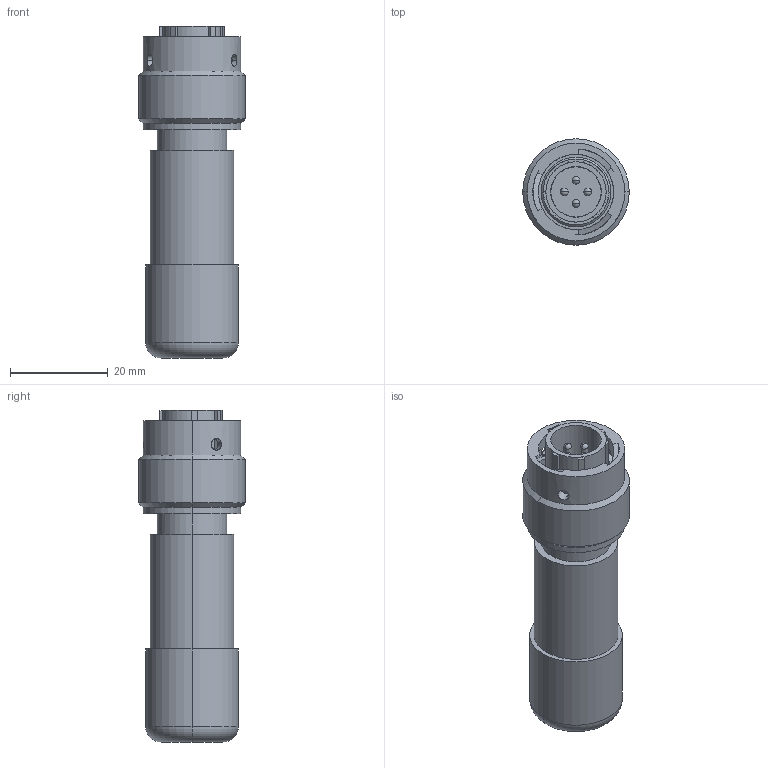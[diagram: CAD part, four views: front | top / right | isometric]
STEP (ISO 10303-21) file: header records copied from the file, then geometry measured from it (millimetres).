
FILE_DESCRIPTION (( 'STEP AP214' ), '1' );
FILE_NAME ('6168T160_QUICK-CONNECT CRIMP-STYLE CONNECTOR.step', '2021-02-21T00:25:10', ( '' ), ( '' ), 'SwSTEP 2.0', 'SolidWorks 2021', '' );
FILE_SCHEMA (( 'AUTOMOTIVE_DESIGN' ));
Length unit declared in the file: inch
Products named in the file (1): 6168T160_QUICK-CONNECT CRIMP-STYLE CONNECTOR
Bounding box: 21.8 x 21.8 x 68 mm (x, y, z)
Volume: 10385.5 mm3; surface area: 10857.4 mm2
Topology: 4 solids, 4 shells, 122 faces, 301 edges, 184 vertices
Faces by surface type: plane 48, cylinder 45, bspline 9, cone 8, sphere 8, torus 4
Entity records: 5062 total; most frequent: CARTESIAN_POINT 2254, DIRECTION 572, ORIENTED_EDGE 570, EDGE_CURVE 285, AXIS2_PLACEMENT_3D 230, VERTEX_POINT 176, EDGE_LOOP 139, ADVANCED_FACE 122
